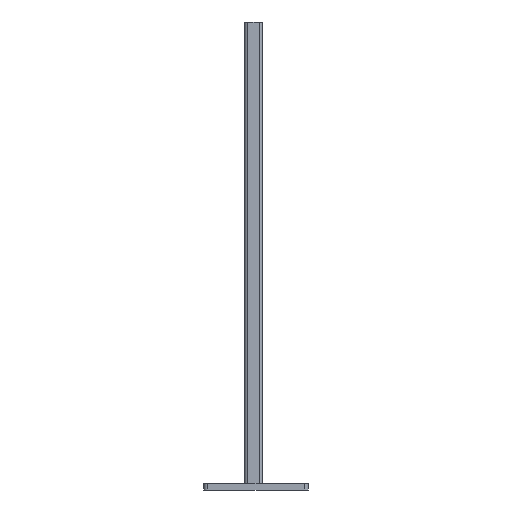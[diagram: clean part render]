
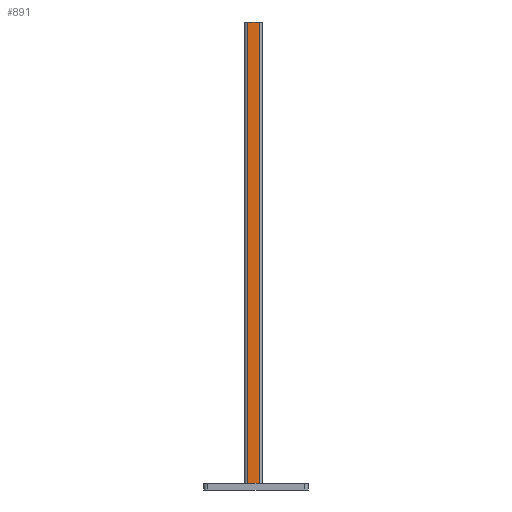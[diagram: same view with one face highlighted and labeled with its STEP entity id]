
A CAD part, left-side view. The second image highlights one B-rep face of the part: STEP entity #891.
In plain terms, the highlighted planar face has unit normal (-1, 0, 0).
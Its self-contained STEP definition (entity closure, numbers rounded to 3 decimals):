
#151 = DIRECTION ( 'NONE',  ( 0., -1., 0. ) ) ;
#152 = CARTESIAN_POINT ( 'NONE',  ( -20.5, 17.5, 550. ) ) ;
#153 = CARTESIAN_POINT ( 'NONE',  ( -20.5, 0., 0. ) ) ;
#154 = DIRECTION ( 'NONE',  ( 0., 0., -1. ) ) ;
#156 = CARTESIAN_POINT ( 'NONE',  ( -20.5, 3.5, 550. ) ) ;
#162 = CARTESIAN_POINT ( 'NONE',  ( -20.5, 0., 550. ) ) ;
#167 = DIRECTION ( 'NONE',  ( 0., -1., 0. ) ) ;
#173 = DIRECTION ( 'NONE',  ( 0., 0., -1. ) ) ;
#689 = AXIS2_PLACEMENT_3D ( 'NONE', #1404, #1394, #1393 ) ;
#891 = ADVANCED_FACE ( 'NONE', ( #1125 ), #1398, .F. ) ;
#959 = VERTEX_POINT ( 'NONE', #3054 ) ;
#1125 = FACE_OUTER_BOUND ( 'NONE', #2272, .T. ) ;
#1202 = VERTEX_POINT ( 'NONE', #3020 ) ;
#1204 = VERTEX_POINT ( 'NONE', #3019 ) ;
#1264 = VERTEX_POINT ( 'NONE', #2994 ) ;
#1393 = DIRECTION ( 'NONE',  ( 0., 1., 0. ) ) ;
#1394 = DIRECTION ( 'NONE',  ( 1., 0., 0. ) ) ;
#1398 = PLANE ( 'NONE',  #689 ) ;
#1404 = CARTESIAN_POINT ( 'NONE',  ( -20.5, 0., 550. ) ) ;
#1783 = LINE ( 'NONE', #162, #1796 ) ;
#1795 = LINE ( 'NONE', #156, #1798 ) ;
#1796 = VECTOR ( 'NONE', #167, 1000. ) ;
#1797 = LINE ( 'NONE', #153, #1800 ) ;
#1798 = VECTOR ( 'NONE', #154, 1000. ) ;
#1800 = VECTOR ( 'NONE', #151, 1000. ) ;
#1801 = LINE ( 'NONE', #152, #1803 ) ;
#1803 = VECTOR ( 'NONE', #173, 1000. ) ;
#2112 = EDGE_CURVE ( 'NONE', #1204, #1264, #1783, .T. ) ;
#2113 = EDGE_CURVE ( 'NONE', #1264, #1202, #1795, .T. ) ;
#2114 = EDGE_CURVE ( 'NONE', #959, #1202, #1797, .T. ) ;
#2116 = EDGE_CURVE ( 'NONE', #1204, #959, #1801, .T. ) ;
#2272 = EDGE_LOOP ( 'NONE', ( #2912, #2898, #2936, #2919 ) ) ;
#2898 = ORIENTED_EDGE ( 'NONE', *, *, #2113, .F. ) ;
#2912 = ORIENTED_EDGE ( 'NONE', *, *, #2114, .T. ) ;
#2919 = ORIENTED_EDGE ( 'NONE', *, *, #2116, .T. ) ;
#2936 = ORIENTED_EDGE ( 'NONE', *, *, #2112, .F. ) ;
#2994 = CARTESIAN_POINT ( 'NONE',  ( -20.5, 3.5, 550. ) ) ;
#3019 = CARTESIAN_POINT ( 'NONE',  ( -20.5, 17.5, 550. ) ) ;
#3020 = CARTESIAN_POINT ( 'NONE',  ( -20.5, 3.5, 0. ) ) ;
#3054 = CARTESIAN_POINT ( 'NONE',  ( -20.5, 17.5, 0. ) ) ;
